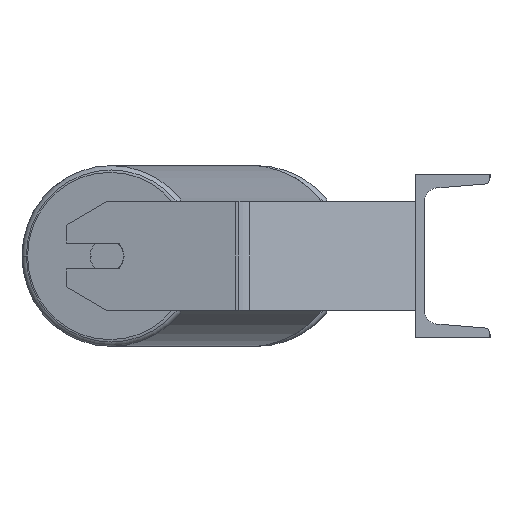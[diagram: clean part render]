
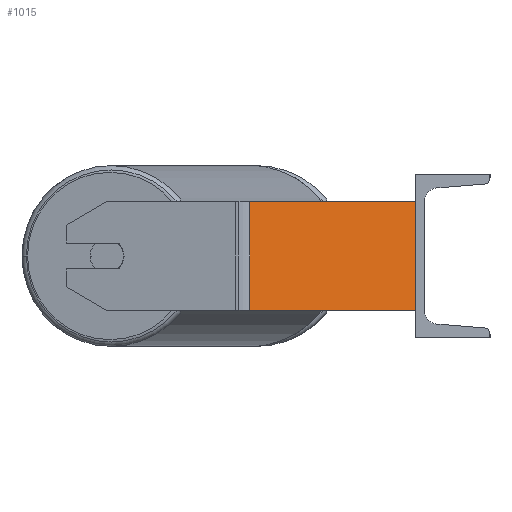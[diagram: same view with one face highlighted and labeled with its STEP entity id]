
A CAD part, left-side view. The second image highlights one B-rep face of the part: STEP entity #1015.
In plain terms, the highlighted planar face has unit normal (-0.866, -0.5, 0).
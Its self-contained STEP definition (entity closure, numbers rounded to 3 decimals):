
#3 = EDGE_CURVE ( 'NONE', #6161, #4576, #1105, .T. ) ;
#65 = LINE ( 'NONE', #8471, #894 ) ;
#176 = EDGE_LOOP ( 'NONE', ( #2950, #1682, #3263, #8446 ) ) ;
#314 = FACE_OUTER_BOUND ( 'NONE', #176, .T. ) ;
#472 = VERTEX_POINT ( 'NONE', #1401 ) ;
#894 = VECTOR ( 'NONE', #8517, 1000. ) ;
#1015 = ADVANCED_FACE ( 'NONE', ( #314 ), #8861, .F. ) ;
#1083 = EDGE_CURVE ( 'NONE', #2392, #4576, #1245, .T. ) ;
#1105 = LINE ( 'NONE', #4768, #7869 ) ;
#1245 = LINE ( 'NONE', #1984, #7683 ) ;
#1401 = CARTESIAN_POINT ( 'NONE',  ( -955.263, 121.699, 40. ) ) ;
#1476 = CARTESIAN_POINT ( 'NONE',  ( -885., 0., 40. ) ) ;
#1682 = ORIENTED_EDGE ( 'NONE', *, *, #1083, .F. ) ;
#1914 = AXIS2_PLACEMENT_3D ( 'NONE', #3885, #6016, #2482 ) ;
#1984 = CARTESIAN_POINT ( 'NONE',  ( -885., 0., 40. ) ) ;
#2392 = VERTEX_POINT ( 'NONE', #1476 ) ;
#2482 = DIRECTION ( 'NONE',  ( -0.5, 0.866, 0. ) ) ;
#2884 = CARTESIAN_POINT ( 'NONE',  ( -955.263, 121.699, 40. ) ) ;
#2950 = ORIENTED_EDGE ( 'NONE', *, *, #3, .T. ) ;
#3263 = ORIENTED_EDGE ( 'NONE', *, *, #4601, .F. ) ;
#3885 = CARTESIAN_POINT ( 'NONE',  ( -958.175, 126.742, 40. ) ) ;
#4278 = CARTESIAN_POINT ( 'NONE',  ( -885., 0., -40. ) ) ;
#4576 = VERTEX_POINT ( 'NONE', #4278 ) ;
#4601 = EDGE_CURVE ( 'NONE', #472, #2392, #65, .T. ) ;
#4654 = EDGE_CURVE ( 'NONE', #472, #6161, #7828, .T. ) ;
#4768 = CARTESIAN_POINT ( 'NONE',  ( -958.175, 126.742, -40. ) ) ;
#5621 = CARTESIAN_POINT ( 'NONE',  ( -955.263, 121.699, -40. ) ) ;
#5769 = DIRECTION ( 'NONE',  ( 0., 0., -1. ) ) ;
#6016 = DIRECTION ( 'NONE',  ( 0.866, 0.5, 0. ) ) ;
#6161 = VERTEX_POINT ( 'NONE', #5621 ) ;
#6381 = DIRECTION ( 'NONE',  ( 0., 0., -1. ) ) ;
#7401 = VECTOR ( 'NONE', #5769, 1000. ) ;
#7578 = DIRECTION ( 'NONE',  ( 0.5, -0.866, 0. ) ) ;
#7683 = VECTOR ( 'NONE', #6381, 1000. ) ;
#7828 = LINE ( 'NONE', #2884, #7401 ) ;
#7869 = VECTOR ( 'NONE', #7578, 1000. ) ;
#8446 = ORIENTED_EDGE ( 'NONE', *, *, #4654, .T. ) ;
#8471 = CARTESIAN_POINT ( 'NONE',  ( -958.175, 126.742, 40. ) ) ;
#8517 = DIRECTION ( 'NONE',  ( 0.5, -0.866, 0. ) ) ;
#8861 = PLANE ( 'NONE',  #1914 ) ;
